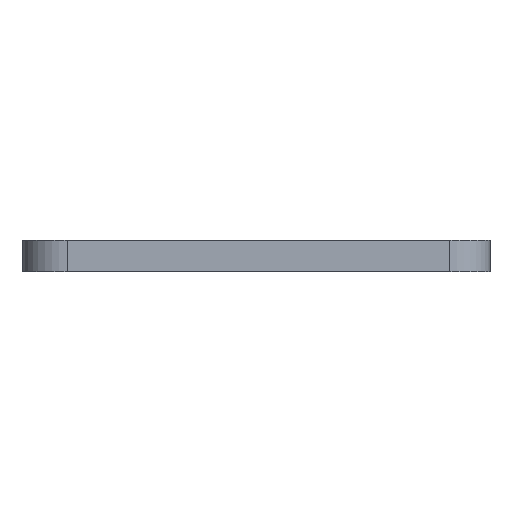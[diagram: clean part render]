
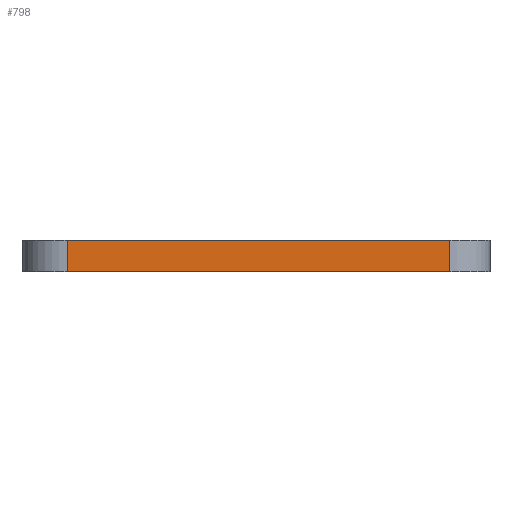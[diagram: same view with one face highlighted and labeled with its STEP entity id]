
A CAD part, front view. The second image highlights one B-rep face of the part: STEP entity #798.
In plain terms, the highlighted planar face has unit normal (0, -1, 0).
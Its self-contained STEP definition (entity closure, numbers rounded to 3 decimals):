
#759=CARTESIAN_POINT('',(249.5,169.483,110.815));
#760=DIRECTION('',(0.,-1.,0.));
#761=DIRECTION('',(0.,0.,1.));
#762=AXIS2_PLACEMENT_3D('',#759,#760,#761);
#763=PLANE('',#762);
#764=CARTESIAN_POINT('',(288.,169.484,90.465));
#765=VERTEX_POINT('',#764);
#766=CARTESIAN_POINT('',(212.,169.484,90.465));
#767=VERTEX_POINT('',#766);
#768=CARTESIAN_POINT('',(288.,169.483,90.465));
#769=DIRECTION('',(-1.,0.,0.));
#770=VECTOR('',#769,76.);
#771=LINE('',#768,#770);
#772=EDGE_CURVE('',#765,#767,#771,.T.);
#773=ORIENTED_EDGE('',*,*,#772,.T.);
#774=CARTESIAN_POINT('',(212.,169.484,84.165));
#775=VERTEX_POINT('',#774);
#776=CARTESIAN_POINT('',(212.,169.483,90.465));
#777=DIRECTION('',(-0.,-0.,-1.));
#778=VECTOR('',#777,6.3);
#779=LINE('',#776,#778);
#780=EDGE_CURVE('',#767,#775,#779,.T.);
#781=ORIENTED_EDGE('',*,*,#780,.T.);
#782=CARTESIAN_POINT('',(288.,169.484,84.165));
#783=VERTEX_POINT('',#782);
#784=CARTESIAN_POINT('',(288.,169.483,84.165));
#785=DIRECTION('',(-1.,0.,0.));
#786=VECTOR('',#785,76.);
#787=LINE('',#784,#786);
#788=EDGE_CURVE('',#783,#775,#787,.T.);
#789=ORIENTED_EDGE('',*,*,#788,.F.);
#790=CARTESIAN_POINT('',(288.,169.483,84.165));
#791=DIRECTION('',(0.,0.,1.));
#792=VECTOR('',#791,6.3);
#793=LINE('',#790,#792);
#794=EDGE_CURVE('',#783,#765,#793,.T.);
#795=ORIENTED_EDGE('',*,*,#794,.T.);
#796=EDGE_LOOP('',(#773,#781,#789,#795));
#797=FACE_BOUND('',#796,.T.);
#798=ADVANCED_FACE('',(#797),#763,.T.);
